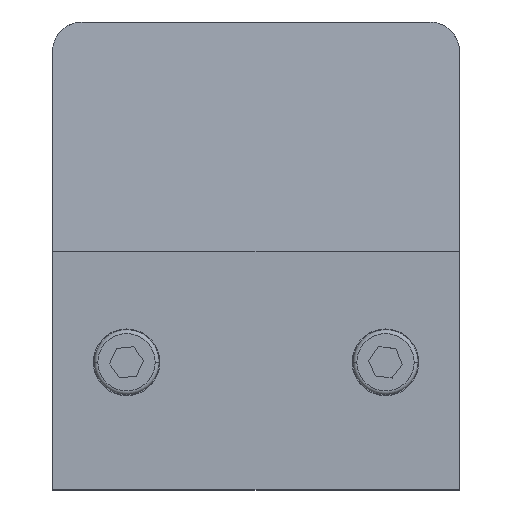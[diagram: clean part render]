
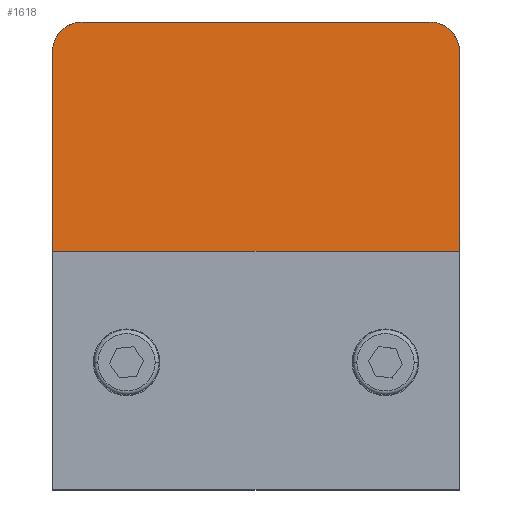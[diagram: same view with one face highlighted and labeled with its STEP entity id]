
A CAD part, top view. The second image highlights one B-rep face of the part: STEP entity #1618.
In plain terms, the highlighted planar face has unit normal (0, 0.064, 0.998).
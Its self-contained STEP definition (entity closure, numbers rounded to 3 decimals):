
#37 = CARTESIAN_POINT ( 'NONE',  ( 23.5, 37.5, 21.5 ) ) ;
#99 = CARTESIAN_POINT ( 'NONE',  ( 27.5, 6.5, 23.5 ) ) ;
#102 = CARTESIAN_POINT ( 'NONE',  ( -23.5, 37.5, 21.5 ) ) ;
#115 = VECTOR ( 'NONE', #1601, 1000. ) ;
#132 = CARTESIAN_POINT ( 'NONE',  ( 27.5, 6.5, 23.5 ) ) ;
#137 = ORIENTED_EDGE ( 'NONE', *, *, #3376, .T. ) ;
#203 = CARTESIAN_POINT ( 'NONE',  ( -27.5, 6.5, 23.5 ) ) ;
#222 = VECTOR ( 'NONE', #1028, 1000. ) ;
#261 = FACE_OUTER_BOUND ( 'NONE', #268, .T. ) ;
#267 = CARTESIAN_POINT ( 'NONE',  ( -27.5, 35.843, 21.607 ) ) ;
#268 = EDGE_LOOP ( 'NONE', ( #2811, #2370, #137, #467, #3010, #1252 ) ) ;
#345 = LINE ( 'NONE', #1620, #115 ) ;
#356 = LINE ( 'NONE', #1935, #366 ) ;
#366 = VECTOR ( 'NONE', #2436, 1000. ) ;
#467 = ORIENTED_EDGE ( 'NONE', *, *, #3250, .F. ) ;
#509 = VERTEX_POINT ( 'NONE', #203 ) ;
#511 =( BOUNDED_CURVE ( )  B_SPLINE_CURVE ( 3, ( #2913, #2417, #267, #1367 ),
 .UNSPECIFIED., .F., .T. ) 
 B_SPLINE_CURVE_WITH_KNOTS ( ( 4, 4 ),
 ( 3.142, 4.712 ),
 .UNSPECIFIED. ) 
 CURVE ( )  GEOMETRIC_REPRESENTATION_ITEM ( )  RATIONAL_B_SPLINE_CURVE ( ( 1., 0.805, 0.805, 1. ) ) 
 REPRESENTATION_ITEM ( '' )  );
#517 = LINE ( 'NONE', #3366, #222 ) ;
#571 = DIRECTION ( 'NONE',  ( 0., -0.064, -0.998 ) ) ;
#695 = AXIS2_PLACEMENT_3D ( 'NONE', #2895, #571, #1598 ) ;
#829 = EDGE_CURVE ( 'NONE', #1661, #1748, #517, .T. ) ;
#1026 = CARTESIAN_POINT ( 'NONE',  ( 25.843, 37.5, 21.5 ) ) ;
#1028 = DIRECTION ( 'NONE',  ( -1., 0., 0. ) ) ;
#1055 = VERTEX_POINT ( 'NONE', #132 ) ;
#1252 = ORIENTED_EDGE ( 'NONE', *, *, #1922, .T. ) ;
#1257 = EDGE_CURVE ( 'NONE', #1545, #1055, #345, .T. ) ;
#1367 = CARTESIAN_POINT ( 'NONE',  ( -27.5, 33.5, 21.758 ) ) ;
#1437 =( BOUNDED_CURVE ( )  B_SPLINE_CURVE ( 3, ( #2048, #2822, #1026, #2406 ),
 .UNSPECIFIED., .F., .T. ) 
 B_SPLINE_CURVE_WITH_KNOTS ( ( 4, 4 ),
 ( 4.712, 6.283 ),
 .UNSPECIFIED. ) 
 CURVE ( )  GEOMETRIC_REPRESENTATION_ITEM ( )  RATIONAL_B_SPLINE_CURVE ( ( 1., 0.805, 0.805, 1. ) ) 
 REPRESENTATION_ITEM ( '' )  );
#1545 = VERTEX_POINT ( 'NONE', #2516 ) ;
#1598 = DIRECTION ( 'NONE',  ( 0., 0.998, -0.064 ) ) ;
#1601 = DIRECTION ( 'NONE',  ( 0., -0.998, 0.064 ) ) ;
#1618 = ADVANCED_FACE ( 'NONE', ( #261 ), #1856, .F. ) ;
#1620 = CARTESIAN_POINT ( 'NONE',  ( 27.5, 37.5, 21.5 ) ) ;
#1661 = VERTEX_POINT ( 'NONE', #37 ) ;
#1748 = VERTEX_POINT ( 'NONE', #102 ) ;
#1856 = PLANE ( 'NONE',  #695 ) ;
#1921 = DIRECTION ( 'NONE',  ( -1., 0., 0. ) ) ;
#1922 = EDGE_CURVE ( 'NONE', #1545, #1661, #1437, .T. ) ;
#1935 = CARTESIAN_POINT ( 'NONE',  ( -27.5, 37.5, 21.5 ) ) ;
#1979 = CARTESIAN_POINT ( 'NONE',  ( -27.5, 33.5, 21.758 ) ) ;
#2048 = CARTESIAN_POINT ( 'NONE',  ( 27.5, 33.5, 21.758 ) ) ;
#2061 = VECTOR ( 'NONE', #1921, 1000. ) ;
#2361 = EDGE_CURVE ( 'NONE', #1748, #3092, #511, .T. ) ;
#2370 = ORIENTED_EDGE ( 'NONE', *, *, #2361, .T. ) ;
#2406 = CARTESIAN_POINT ( 'NONE',  ( 23.5, 37.5, 21.5 ) ) ;
#2417 = CARTESIAN_POINT ( 'NONE',  ( -25.843, 37.5, 21.5 ) ) ;
#2436 = DIRECTION ( 'NONE',  ( 0., -0.998, 0.064 ) ) ;
#2516 = CARTESIAN_POINT ( 'NONE',  ( 27.5, 33.5, 21.758 ) ) ;
#2811 = ORIENTED_EDGE ( 'NONE', *, *, #829, .T. ) ;
#2822 = CARTESIAN_POINT ( 'NONE',  ( 27.5, 35.843, 21.607 ) ) ;
#2895 = CARTESIAN_POINT ( 'NONE',  ( 27.5, 37.5, 21.5 ) ) ;
#2913 = CARTESIAN_POINT ( 'NONE',  ( -23.5, 37.5, 21.5 ) ) ;
#3010 = ORIENTED_EDGE ( 'NONE', *, *, #1257, .F. ) ;
#3092 = VERTEX_POINT ( 'NONE', #1979 ) ;
#3228 = LINE ( 'NONE', #99, #2061 ) ;
#3250 = EDGE_CURVE ( 'NONE', #1055, #509, #3228, .T. ) ;
#3366 = CARTESIAN_POINT ( 'NONE',  ( 27.5, 37.5, 21.5 ) ) ;
#3376 = EDGE_CURVE ( 'NONE', #3092, #509, #356, .T. ) ;
